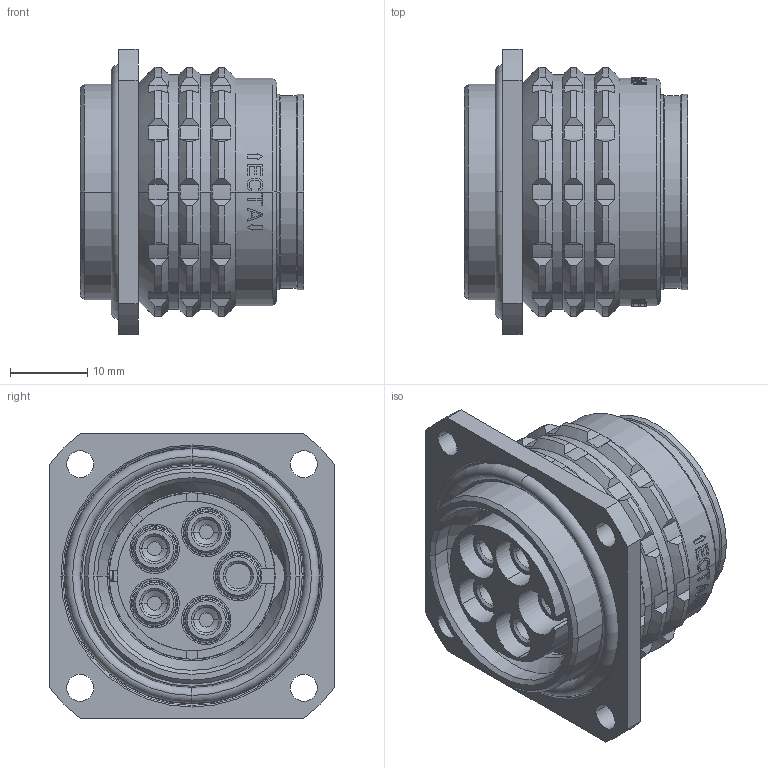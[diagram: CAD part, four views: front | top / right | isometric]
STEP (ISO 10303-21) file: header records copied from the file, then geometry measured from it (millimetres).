
FILE_DESCRIPTION((''),'2;1');
FILE_NAME('1331MESV405MS','2024-08-23T08:45:56',('paultorloting'),('NET AG system integration'),'CREO PARAMETRIC BY PTC INC, 2021404','CREO PARAMETRIC BY PTC INC, 2021404','');
FILE_SCHEMA(('AUTOMOTIVE_DESIGN { 1 0 10303 214 1 1 1 1 }'));
Length unit declared in the file: millimetre
Products named in the file (1): 1331MESV405MS
Bounding box: 29 x 37 x 37 mm (x, y, z)
Volume: 16337.9 mm3; surface area: 13570.5 mm2
Topology: 2 solids, 2 shells, 906 faces, 2406 edges, 1559 vertices
Faces by surface type: plane 473, cylinder 286, cone 74, torus 46, bspline 15, sphere 12
Entity records: 38946 total; most frequent: CARTESIAN_POINT 10471, ORIENTED_EDGE 4788, DIRECTION 4515, EDGE_CURVE 2394, AXIS2_PLACEMENT_3D 1705, VERTEX_POINT 1559, VECTOR 1102, LINE 1102
